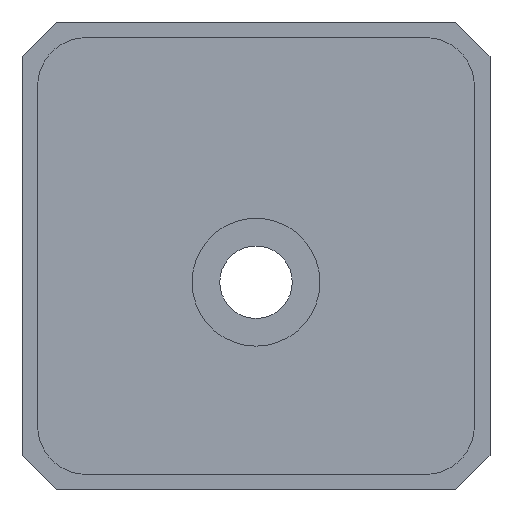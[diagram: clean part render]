
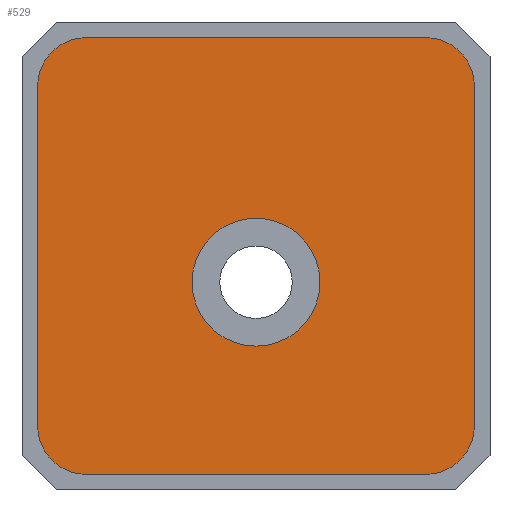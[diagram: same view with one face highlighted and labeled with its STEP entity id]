
A CAD part, front view. The second image highlights one B-rep face of the part: STEP entity #529.
In plain terms, the highlighted planar face has unit normal (0, -1, 0).
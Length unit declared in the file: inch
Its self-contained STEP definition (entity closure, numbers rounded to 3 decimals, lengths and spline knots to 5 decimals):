
#15=FACE_BOUND('',#78,.T.);
#45=FACE_OUTER_BOUND('',#77,.T.);
#77=EDGE_LOOP('',(#395,#396,#397,#398,#399,#400,#401,#402));
#78=EDGE_LOOP('',(#403));
#113=LINE('',#805,#165);
#118=LINE('',#818,#170);
#122=LINE('',#830,#174);
#126=LINE('',#842,#178);
#165=VECTOR('',#647,0.3937);
#170=VECTOR('',#660,0.3937);
#174=VECTOR('',#672,0.3937);
#178=VECTOR('',#684,0.3937);
#212=CIRCLE('',#574,0.078);
#214=CIRCLE('',#578,0.078);
#216=CIRCLE('',#582,0.078);
#218=CIRCLE('',#586,0.078);
#219=CIRCLE('',#588,0.1025);
#237=VERTEX_POINT('',#802);
#238=VERTEX_POINT('',#804);
#240=VERTEX_POINT('',#810);
#242=VERTEX_POINT('',#816);
#244=VERTEX_POINT('',#822);
#246=VERTEX_POINT('',#828);
#248=VERTEX_POINT('',#834);
#250=VERTEX_POINT('',#840);
#251=VERTEX_POINT('',#847);
#289=EDGE_CURVE('',#237,#238,#113,.T.);
#293=EDGE_CURVE('',#240,#237,#212,.T.);
#296=EDGE_CURVE('',#242,#240,#118,.T.);
#299=EDGE_CURVE('',#244,#242,#214,.T.);
#302=EDGE_CURVE('',#246,#244,#122,.T.);
#305=EDGE_CURVE('',#248,#246,#216,.T.);
#308=EDGE_CURVE('',#250,#248,#126,.T.);
#310=EDGE_CURVE('',#238,#250,#218,.T.);
#311=EDGE_CURVE('',#251,#251,#219,.T.);
#395=ORIENTED_EDGE('',*,*,#310,.F.);
#396=ORIENTED_EDGE('',*,*,#289,.F.);
#397=ORIENTED_EDGE('',*,*,#293,.F.);
#398=ORIENTED_EDGE('',*,*,#296,.F.);
#399=ORIENTED_EDGE('',*,*,#299,.F.);
#400=ORIENTED_EDGE('',*,*,#302,.F.);
#401=ORIENTED_EDGE('',*,*,#305,.F.);
#402=ORIENTED_EDGE('',*,*,#308,.F.);
#403=ORIENTED_EDGE('',*,*,#311,.F.);
#501=PLANE('',#587);
#529=ADVANCED_FACE('',(#45,#15),#501,.F.);
#574=AXIS2_PLACEMENT_3D('',#812,#654,#655);
#578=AXIS2_PLACEMENT_3D('',#824,#666,#667);
#582=AXIS2_PLACEMENT_3D('',#836,#678,#679);
#586=AXIS2_PLACEMENT_3D('',#845,#689,#690);
#587=AXIS2_PLACEMENT_3D('',#846,#691,#692);
#588=AXIS2_PLACEMENT_3D('',#848,#693,#694);
#647=DIRECTION('',(-1.,0.,0.));
#654=DIRECTION('center_axis',(0.,1.,0.));
#655=DIRECTION('ref_axis',(1.,0.,0.));
#660=DIRECTION('',(0.,0.,-1.));
#666=DIRECTION('center_axis',(0.,1.,0.));
#667=DIRECTION('ref_axis',(0.,0.,1.));
#672=DIRECTION('',(1.,0.,0.));
#678=DIRECTION('center_axis',(0.,1.,0.));
#679=DIRECTION('ref_axis',(-1.,0.,0.));
#684=DIRECTION('',(0.,0.,1.));
#689=DIRECTION('center_axis',(0.,1.,0.));
#690=DIRECTION('ref_axis',(0.,0.,-1.));
#691=DIRECTION('center_axis',(0.,1.,0.));
#692=DIRECTION('ref_axis',(1.,0.,0.));
#693=DIRECTION('center_axis',(0.,-1.,0.));
#694=DIRECTION('ref_axis',(1.,0.,0.));
#802=CARTESIAN_POINT('',(0.28601,0.06,-0.30714));
#804=CARTESIAN_POINT('',(-0.25799,0.06,-0.30714));
#805=CARTESIAN_POINT('',(0.28601,0.06,-0.30714));
#810=CARTESIAN_POINT('',(0.36401,0.06,-0.22914));
#812=CARTESIAN_POINT('Origin',(0.28601,0.06,-0.22914));
#816=CARTESIAN_POINT('',(0.36401,0.06,0.31486));
#818=CARTESIAN_POINT('',(0.36401,0.06,0.31486));
#822=CARTESIAN_POINT('',(0.28601,0.06,0.39286));
#824=CARTESIAN_POINT('Origin',(0.28601,0.06,0.31486));
#828=CARTESIAN_POINT('',(-0.25799,0.06,0.39286));
#830=CARTESIAN_POINT('',(-0.25799,0.06,0.39286));
#834=CARTESIAN_POINT('',(-0.33599,0.06,0.31486));
#836=CARTESIAN_POINT('Origin',(-0.25799,0.06,0.31486));
#840=CARTESIAN_POINT('',(-0.33599,0.06,-0.22914));
#842=CARTESIAN_POINT('',(-0.33599,0.06,-0.22914));
#845=CARTESIAN_POINT('Origin',(-0.25799,0.06,-0.22914));
#846=CARTESIAN_POINT('Origin',(0.01401,0.06,0.04286));
#847=CARTESIAN_POINT('',(-0.08849,0.06,0.00086));
#848=CARTESIAN_POINT('Origin',(0.01401,0.06,0.00086));
